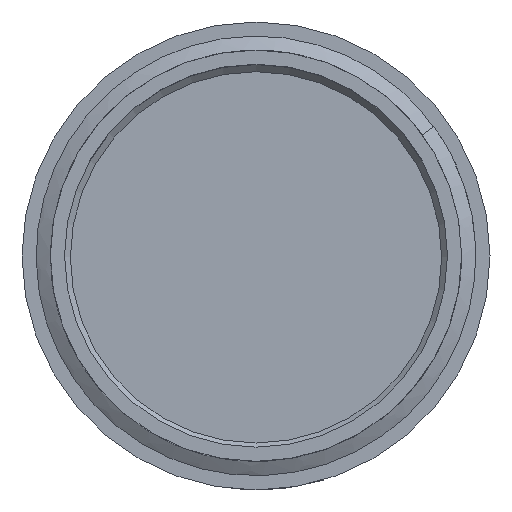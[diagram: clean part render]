
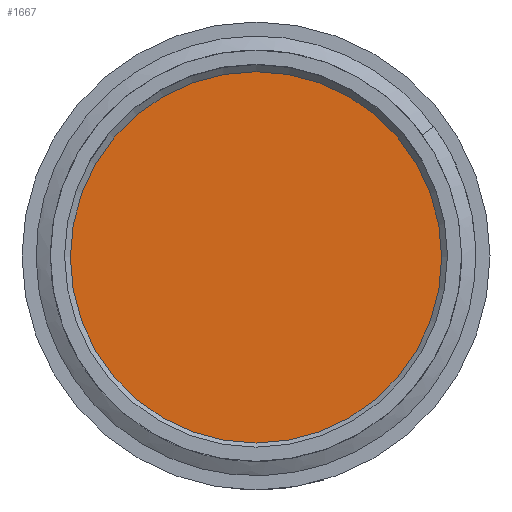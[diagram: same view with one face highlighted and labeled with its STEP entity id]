
A CAD part, top view. The second image highlights one B-rep face of the part: STEP entity #1667.
In plain terms, the highlighted planar face has unit normal (0, 0, 1).
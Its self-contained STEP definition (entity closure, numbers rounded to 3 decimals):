
#17=PLANE('',#1711);
#216=FACE_OUTER_BOUND('',#322,.T.);
#322=EDGE_LOOP('',(#1550));
#662=CIRCLE('',#1708,26.182);
#826=VERTEX_POINT('',#4440);
#1070=EDGE_CURVE('',#826,#826,#662,.F.);
#1550=ORIENTED_EDGE('',*,*,#1070,.T.);
#1667=ADVANCED_FACE('',(#216),#17,.T.);
#1708=AXIS2_PLACEMENT_3D('',#4441,#1845,#1846);
#1711=AXIS2_PLACEMENT_3D('',#4447,#1853,#1854);
#1845=DIRECTION('center_axis',(0.,0.,-1.));
#1846=DIRECTION('ref_axis',(1.,0.,0.));
#1853=DIRECTION('center_axis',(0.,0.,1.));
#1854=DIRECTION('ref_axis',(1.,0.,0.));
#4440=CARTESIAN_POINT('',(-26.182,0.,2.));
#4441=CARTESIAN_POINT('Origin',(0.,0.,2.));
#4447=CARTESIAN_POINT('Origin',(0.,0.,2.));
